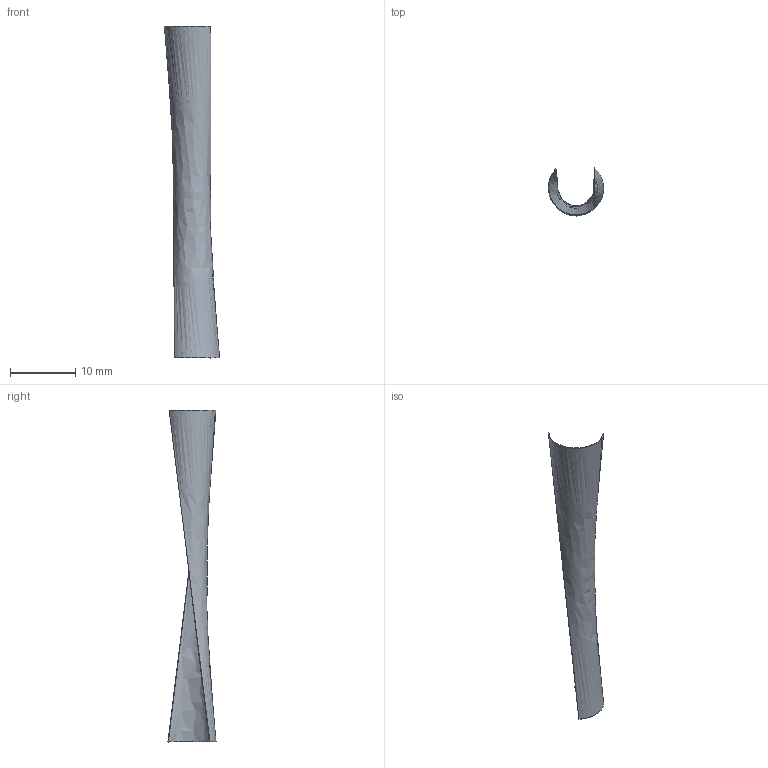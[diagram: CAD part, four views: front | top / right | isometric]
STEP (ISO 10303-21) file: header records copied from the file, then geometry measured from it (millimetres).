
FILE_DESCRIPTION(/* description */ (''),/* implementation_level */ '2;1');
FILE_NAME(/* name */ 'cerculer hoperbloid auto v0.step',/* time_stamp */ '2024-05-04T12:44:17+10:00',/* author */ (''),/* organization */ (''),/* preprocessor_version */ 'ST-DEVELOPER v20',/* originating_system */ 'Autodesk Translation Framework v12.20.1.177',/* authorisation */ '');
FILE_SCHEMA (('AUTOMOTIVE_DESIGN { 1 0 10303 214 3 1 1 }'));
Length unit declared in the file: millimetre
Products named in the file (1): cerculer hoperbloid auto v0
Bounding box: 8.46 x 7.36 x 50.84 mm (x, y, z)
Volume: 52.1 mm3; surface area: 1050.8 mm2
Topology: 1 solids, 1 shells, 6 faces, 12 edges, 8 vertices
Faces by surface type: bspline 4, cone 2
Entity records: 333 total; most frequent: CARTESIAN_POINT 190, ORIENTED_EDGE 24, DIRECTION 16, EDGE_CURVE 12, VERTEX_POINT 8, LINE 6, VECTOR 6, FACE_OUTER_BOUND 6
